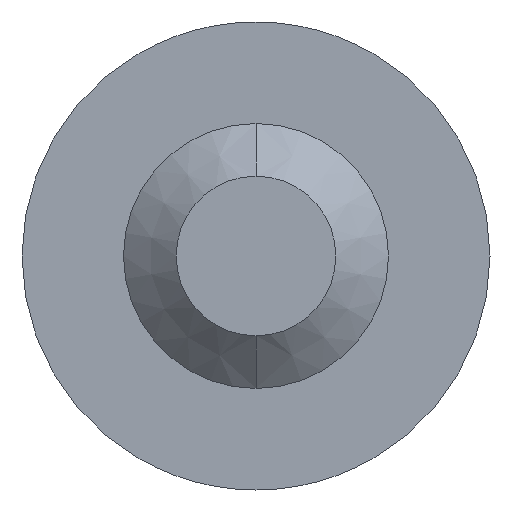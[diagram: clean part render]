
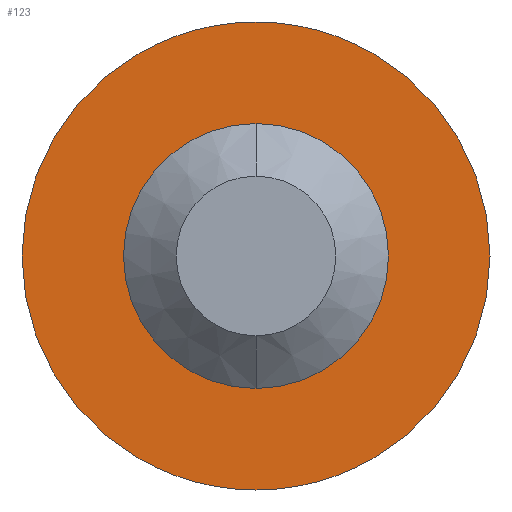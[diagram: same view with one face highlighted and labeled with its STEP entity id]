
A CAD part, front view. The second image highlights one B-rep face of the part: STEP entity #123.
In plain terms, the highlighted planar face has unit normal (0, -1, 0).
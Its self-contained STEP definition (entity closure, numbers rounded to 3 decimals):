
#5 = EDGE_CURVE ( 'NONE', #70, #46, #107, .T. ) ;
#6 = AXIS2_PLACEMENT_3D ( 'NONE', #101, #124, #10 ) ;
#9 = AXIS2_PLACEMENT_3D ( 'NONE', #114, #116, #216 ) ;
#10 = DIRECTION ( 'NONE',  ( 0., 0., -1. ) ) ;
#29 = AXIS2_PLACEMENT_3D ( 'NONE', #162, #187, #56 ) ;
#37 = CARTESIAN_POINT ( 'NONE',  ( 0., 0.5, 0. ) ) ;
#46 = VERTEX_POINT ( 'NONE', #226 ) ;
#48 = VERTEX_POINT ( 'NONE', #186 ) ;
#51 = CARTESIAN_POINT ( 'NONE',  ( -2.65, 0.5, 0. ) ) ;
#55 = DIRECTION ( 'NONE',  ( 0., 0., -1. ) ) ;
#56 = DIRECTION ( 'NONE',  ( 0., 0., -1. ) ) ;
#57 = DIRECTION ( 'NONE',  ( 0., -1., 0. ) ) ;
#68 = EDGE_LOOP ( 'NONE', ( #143, #224 ) ) ;
#70 = VERTEX_POINT ( 'NONE', #51 ) ;
#72 = DIRECTION ( 'NONE',  ( 0., -1., 0. ) ) ;
#79 = CARTESIAN_POINT ( 'NONE',  ( 0., 0.5, 1.5 ) ) ;
#90 = AXIS2_PLACEMENT_3D ( 'NONE', #135, #72, #165 ) ;
#95 = ORIENTED_EDGE ( 'NONE', *, *, #164, .F. ) ;
#96 = FACE_BOUND ( 'NONE', #204, .T. ) ;
#101 = CARTESIAN_POINT ( 'NONE',  ( 0., 0.5, 0. ) ) ;
#107 = CIRCLE ( 'NONE', #29, 2.65 ) ;
#110 = CIRCLE ( 'NONE', #140, 1.5 ) ;
#114 = CARTESIAN_POINT ( 'NONE',  ( -2.65, 0.5, 0. ) ) ;
#116 = DIRECTION ( 'NONE',  ( 0., -1., 0. ) ) ;
#123 = ADVANCED_FACE ( 'NONE', ( #228, #96 ), #215, .T. ) ;
#124 = DIRECTION ( 'NONE',  ( 0., -1., 0. ) ) ;
#130 = CIRCLE ( 'NONE', #90, 1.5 ) ;
#135 = CARTESIAN_POINT ( 'NONE',  ( 0., 0.5, 0. ) ) ;
#140 = AXIS2_PLACEMENT_3D ( 'NONE', #37, #57, #55 ) ;
#143 = ORIENTED_EDGE ( 'NONE', *, *, #5, .T. ) ;
#154 = CIRCLE ( 'NONE', #6, 2.65 ) ;
#162 = CARTESIAN_POINT ( 'NONE',  ( 0., 0.5, 0. ) ) ;
#164 = EDGE_CURVE ( 'NONE', #48, #220, #130, .T. ) ;
#165 = DIRECTION ( 'NONE',  ( 0., 0., -1. ) ) ;
#186 = CARTESIAN_POINT ( 'NONE',  ( 0., 0.5, -1.5 ) ) ;
#187 = DIRECTION ( 'NONE',  ( 0., -1., 0. ) ) ;
#204 = EDGE_LOOP ( 'NONE', ( #95, #231 ) ) ;
#215 = PLANE ( 'NONE',  #9 ) ;
#216 = DIRECTION ( 'NONE',  ( 0., 0., -1. ) ) ;
#217 = EDGE_CURVE ( 'NONE', #46, #70, #154, .T. ) ;
#220 = VERTEX_POINT ( 'NONE', #79 ) ;
#223 = EDGE_CURVE ( 'NONE', #220, #48, #110, .T. ) ;
#224 = ORIENTED_EDGE ( 'NONE', *, *, #217, .T. ) ;
#226 = CARTESIAN_POINT ( 'NONE',  ( 2.65, 0.5, 0. ) ) ;
#228 = FACE_OUTER_BOUND ( 'NONE', #68, .T. ) ;
#231 = ORIENTED_EDGE ( 'NONE', *, *, #223, .F. ) ;
